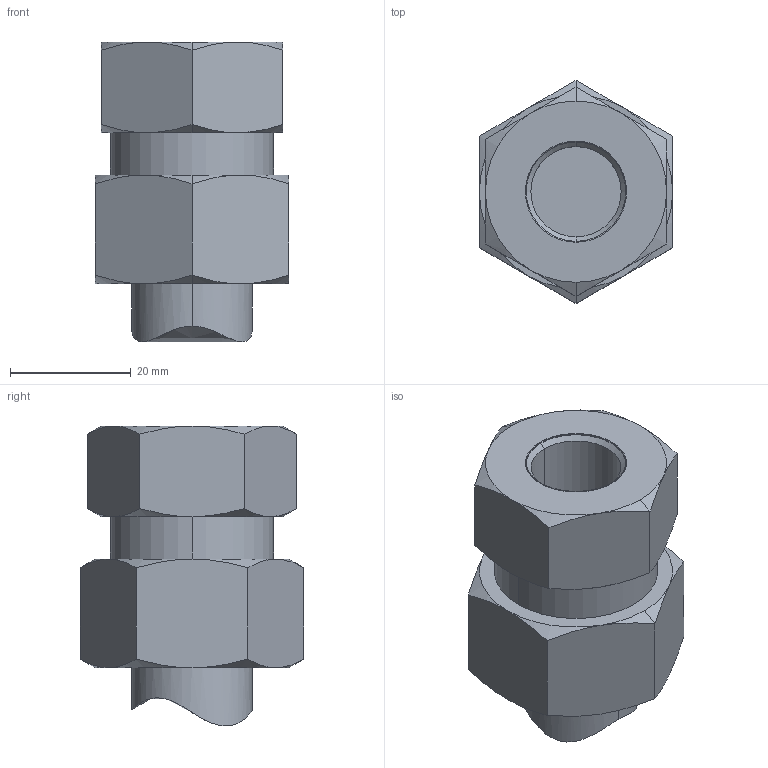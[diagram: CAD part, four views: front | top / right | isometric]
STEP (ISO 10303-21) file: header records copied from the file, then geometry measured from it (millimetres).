
FILE_DESCRIPTION(('STEP AP214'),'1');
FILE_NAME('0114_20_17.stp','2016-07-07T14:13:38',('TraceParts'),('TraceParts S.A.'),'Spatial InterOp 3D',' ',' ');
FILE_SCHEMA(('automotive_design'));
Length unit declared in the file: millimetre
Products named in the file (2): 0114-20-17_ASM|Next assembly relationship#0114-20-17U;0114-20-17U
Bounding box: 32 x 36.95 x 49.64 mm (x, y, z)
Volume: 29998.7 mm3; surface area: 9914.4 mm2
Topology: 1 solids, 4 shells, 117 faces, 269 edges, 167 vertices
Faces by surface type: cone 44, plane 41, cylinder 25, torus 6, extrusion 1
Entity records: 3652 total; most frequent: CARTESIAN_POINT 988, DIRECTION 565, ORIENTED_EDGE 529, EDGE_CURVE 269, AXIS2_PLACEMENT_3D 227, VERTEX_POINT 167, EDGE_LOOP 128, ADVANCED_FACE 115
